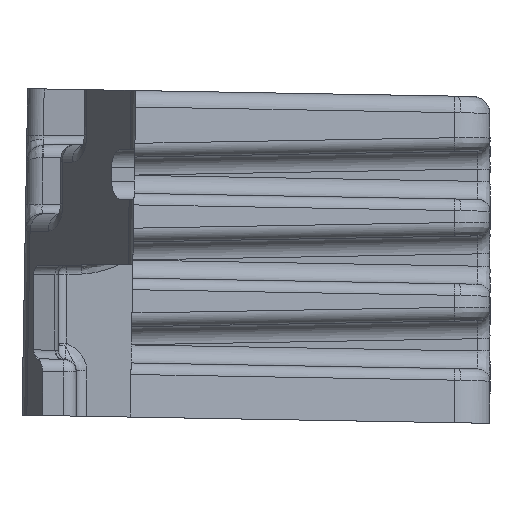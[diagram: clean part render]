
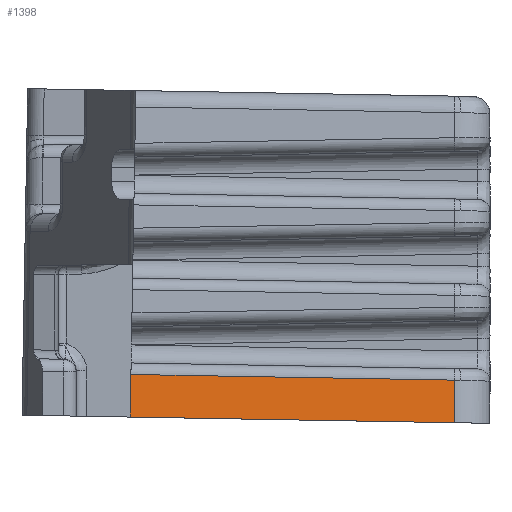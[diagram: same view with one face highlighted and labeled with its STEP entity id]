
A CAD part, front view. The second image highlights one B-rep face of the part: STEP entity #1398.
In plain terms, the highlighted planar face has unit normal (0.017, -0.996, 0.087).
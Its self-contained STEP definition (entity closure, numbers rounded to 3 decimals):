
#472 = DIRECTION ( 'NONE',  ( -1., -0.016, 0.017 ) ) ;
#1398 = ADVANCED_FACE ( 'NONE', ( #10940 ), #12984, .T. ) ;
#2091 = CARTESIAN_POINT ( 'NONE',  ( 5.998, -22.259, -0.105 ) ) ;
#2164 = ORIENTED_EDGE ( 'NONE', *, *, #12013, .F. ) ;
#2191 = DIRECTION ( 'NONE',  ( -1., -0.016, 0.017 ) ) ;
#2326 = CARTESIAN_POINT ( 'NONE',  ( 0.39, -22.349, -0.007 ) ) ;
#3199 = CARTESIAN_POINT ( 'NONE',  ( 6.019, -22.156, 1.075 ) ) ;
#3898 = VERTEX_POINT ( 'NONE', #2091 ) ;
#3938 = VECTOR ( 'NONE', #13115, 1000. ) ;
#3960 = VECTOR ( 'NONE', #472, 1000. ) ;
#3976 = VERTEX_POINT ( 'NONE', #10256 ) ;
#4186 = EDGE_LOOP ( 'NONE', ( #11357, #11902, #7064, #2164 ) ) ;
#5293 = LINE ( 'NONE', #3199, #3960 ) ;
#5413 = LINE ( 'NONE', #10172, #3938 ) ;
#5912 = VERTEX_POINT ( 'NONE', #14856 ) ;
#7064 = ORIENTED_EDGE ( 'NONE', *, *, #12012, .T. ) ;
#7208 = DIRECTION ( 'NONE',  ( 0.017, -0.996, 0.087 ) ) ;
#8411 = VERTEX_POINT ( 'NONE', #8752 ) ;
#8752 = CARTESIAN_POINT ( 'NONE',  ( 6.019, -22.156, 1.075 ) ) ;
#10172 = CARTESIAN_POINT ( 'NONE',  ( 14.992, -22.095, -0.022 ) ) ;
#10256 = CARTESIAN_POINT ( 'NONE',  ( 14.992, -22.116, -0.262 ) ) ;
#10852 = AXIS2_PLACEMENT_3D ( 'NONE', #12380, #7208, #12324 ) ;
#10940 = FACE_OUTER_BOUND ( 'NONE', #4186, .T. ) ;
#11357 = ORIENTED_EDGE ( 'NONE', *, *, #11516, .T. ) ;
#11516 = EDGE_CURVE ( 'NONE', #3976, #5912, #5413, .T. ) ;
#11522 = EDGE_CURVE ( 'NONE', #5912, #8411, #5293, .T. ) ;
#11902 = ORIENTED_EDGE ( 'NONE', *, *, #11522, .T. ) ;
#12012 = EDGE_CURVE ( 'NONE', #8411, #3898, #14166, .T. ) ;
#12013 = EDGE_CURVE ( 'NONE', #3976, #3898, #13656, .T. ) ;
#12324 = DIRECTION ( 'NONE',  ( 0., -0.087, -0.996 ) ) ;
#12380 = CARTESIAN_POINT ( 'NONE',  ( 0.39, -22.348, 0. ) ) ;
#12608 = VECTOR ( 'NONE', #14255, 1000. ) ;
#12984 = PLANE ( 'NONE',  #10852 ) ;
#13046 = CARTESIAN_POINT ( 'NONE',  ( 5.998, -22.259, -0.106 ) ) ;
#13115 = DIRECTION ( 'NONE',  ( 0., 0.087, 0.996 ) ) ;
#13656 = LINE ( 'NONE', #2326, #14188 ) ;
#14166 = LINE ( 'NONE', #13046, #12608 ) ;
#14188 = VECTOR ( 'NONE', #2191, 1000. ) ;
#14255 = DIRECTION ( 'NONE',  ( -0.017, -0.087, -0.996 ) ) ;
#14856 = CARTESIAN_POINT ( 'NONE',  ( 14.992, -22.013, 0.919 ) ) ;
